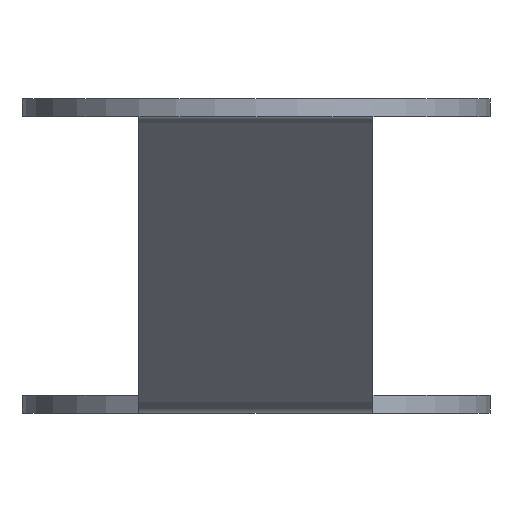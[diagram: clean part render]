
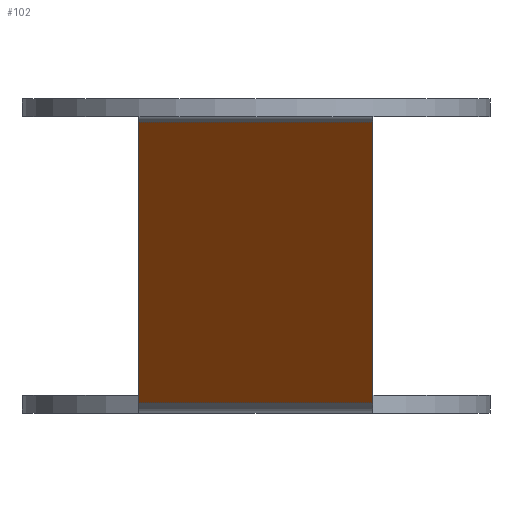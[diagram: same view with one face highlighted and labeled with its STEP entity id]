
A CAD part, front view. The second image highlights one B-rep face of the part: STEP entity #102.
In plain terms, the highlighted planar face has unit normal (0, -0.707, -0.707).
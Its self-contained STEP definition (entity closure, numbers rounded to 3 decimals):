
#28 = DIRECTION ( 'NONE',  ( 0., 0.707, -0.707 ) ) ;
#39 = CARTESIAN_POINT ( 'NONE',  ( -6.5, -41.958, 16.173 ) ) ;
#96 = VECTOR ( 'NONE', #28, 1000. ) ;
#102 = ADVANCED_FACE ( 'NONE', ( #363 ), #456, .F. ) ;
#118 = LINE ( 'NONE', #647, #614 ) ;
#146 = CARTESIAN_POINT ( 'NONE',  ( 6.5, -34.058, 8.272 ) ) ;
#151 = CARTESIAN_POINT ( 'NONE',  ( 6.5, -41.958, 16.173 ) ) ;
#170 = EDGE_CURVE ( 'NONE', #706, #684, #266, .T. ) ;
#218 = EDGE_LOOP ( 'NONE', ( #493, #453, #222, #486 ) ) ;
#222 = ORIENTED_EDGE ( 'NONE', *, *, #170, .F. ) ;
#247 = LINE ( 'NONE', #622, #589 ) ;
#266 = LINE ( 'NONE', #146, #96 ) ;
#277 = CARTESIAN_POINT ( 'NONE',  ( -6.5, -26.371, 0.586 ) ) ;
#292 = VECTOR ( 'NONE', #556, 1000. ) ;
#357 = EDGE_CURVE ( 'NONE', #684, #797, #401, .T. ) ;
#363 = FACE_OUTER_BOUND ( 'NONE', #218, .T. ) ;
#371 = EDGE_CURVE ( 'NONE', #797, #724, #247, .T. ) ;
#400 = CARTESIAN_POINT ( 'NONE',  ( 0., -34.058, 8.272 ) ) ;
#401 = LINE ( 'NONE', #801, #292 ) ;
#447 = CARTESIAN_POINT ( 'NONE',  ( 6.5, -26.371, 0.586 ) ) ;
#453 = ORIENTED_EDGE ( 'NONE', *, *, #357, .F. ) ;
#456 = PLANE ( 'NONE',  #678 ) ;
#486 = ORIENTED_EDGE ( 'NONE', *, *, #688, .T. ) ;
#493 = ORIENTED_EDGE ( 'NONE', *, *, #371, .F. ) ;
#556 = DIRECTION ( 'NONE',  ( -1., 0., 0. ) ) ;
#588 = DIRECTION ( 'NONE',  ( 0., -0.707, 0.707 ) ) ;
#589 = VECTOR ( 'NONE', #692, 1000. ) ;
#614 = VECTOR ( 'NONE', #707, 1000. ) ;
#622 = CARTESIAN_POINT ( 'NONE',  ( -6.5, -34.058, 8.272 ) ) ;
#647 = CARTESIAN_POINT ( 'NONE',  ( 0., -41.958, 16.173 ) ) ;
#678 = AXIS2_PLACEMENT_3D ( 'NONE', #400, #780, #588 ) ;
#684 = VERTEX_POINT ( 'NONE', #447 ) ;
#688 = EDGE_CURVE ( 'NONE', #706, #724, #118, .T. ) ;
#692 = DIRECTION ( 'NONE',  ( 0., -0.707, 0.707 ) ) ;
#706 = VERTEX_POINT ( 'NONE', #151 ) ;
#707 = DIRECTION ( 'NONE',  ( -1., 0., 0. ) ) ;
#724 = VERTEX_POINT ( 'NONE', #39 ) ;
#780 = DIRECTION ( 'NONE',  ( 0., 0.707, 0.707 ) ) ;
#797 = VERTEX_POINT ( 'NONE', #277 ) ;
#801 = CARTESIAN_POINT ( 'NONE',  ( 0., -26.371, 0.586 ) ) ;
